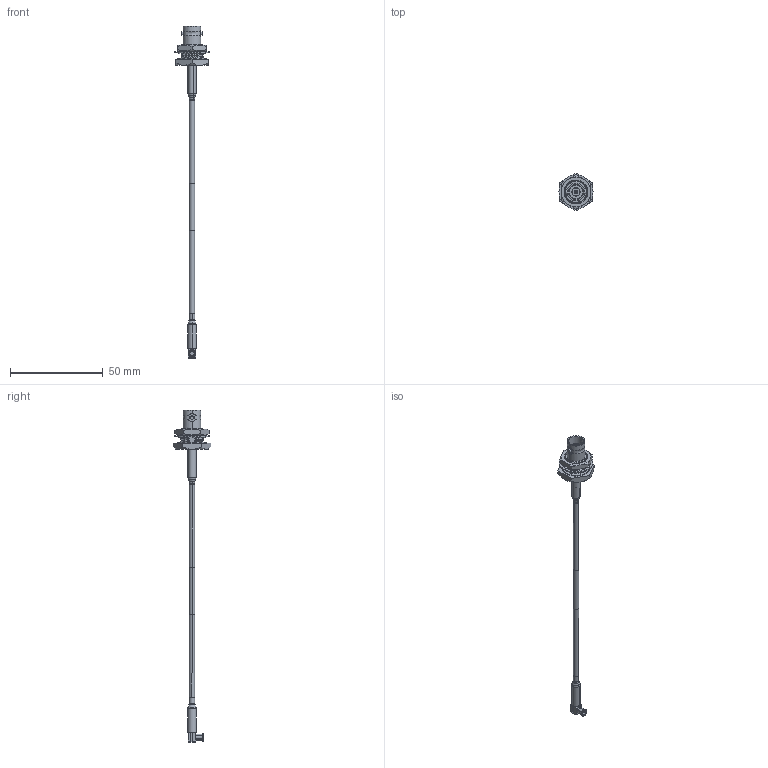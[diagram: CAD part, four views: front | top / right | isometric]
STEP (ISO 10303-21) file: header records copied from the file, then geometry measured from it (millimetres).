
FILE_DESCRIPTION (( 'STEP AP214' ), '1' );
FILE_NAME ('FMCA3267_3D.step', '2023-05-10T07:41:14', ( '' ), ( '' ), 'SwSTEP 2.0', 'SolidWorks 2022', '' );
FILE_SCHEMA (( 'AUTOMOTIVE_DESIGN' ));
Length unit declared in the file: inch
Products named in the file (6): SC6015; Copy of HeatShrink_SC6015_BNC BH^FMCA3267; FMCA3267_3D; Copy of HeatShrink_FMCN1841^FMCA3267; FMCN1841; RG188A-U_Cable
Assembly tree (5 placements, depth 2):
  FMCA3267_3D
    FMCN1841
    Copy of HeatShrink_FMCN1841^FMCA3267
    RG188A-U_Cable
    Copy of HeatShrink_SC6015_BNC BH^FMCA3267
    SC6015
Bounding box: 18.34 x 20.16 x 178.79 mm (x, y, z)
Volume: 4126.6 mm3; surface area: 5486.1 mm2
Topology: 8 solids, 8 shells, 362 faces, 970 edges, 642 vertices
Faces by surface type: plane 119, cylinder 102, bspline 72, cone 59, torus 10
Entity records: 22176 total; most frequent: CARTESIAN_POINT 12933, ORIENTED_EDGE 1940, DIRECTION 1536, EDGE_CURVE 970, VERTEX_POINT 642, AXIS2_PLACEMENT_3D 589, EDGE_LOOP 386, ADVANCED_FACE 362
